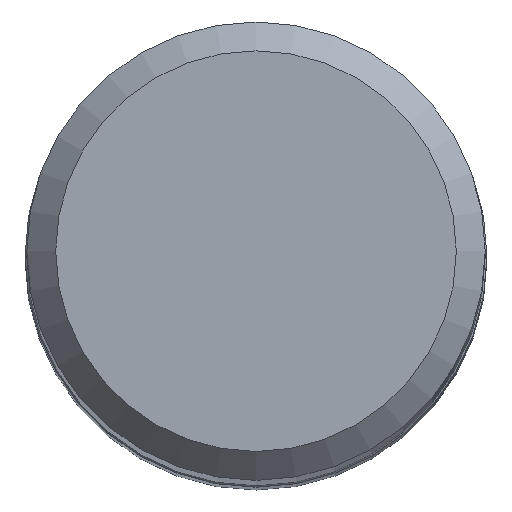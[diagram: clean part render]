
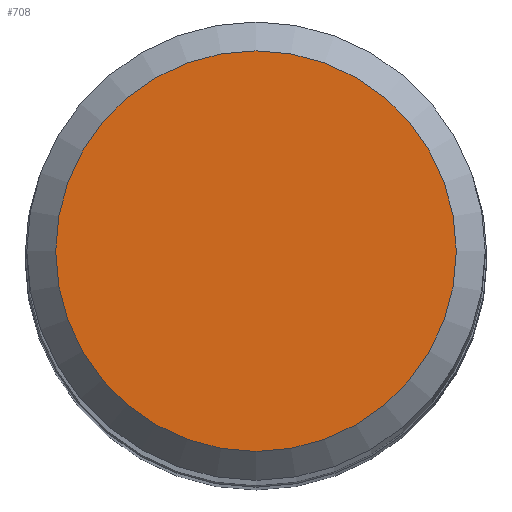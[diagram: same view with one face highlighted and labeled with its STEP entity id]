
A CAD part, top view. The second image highlights one B-rep face of the part: STEP entity #708.
In plain terms, the highlighted planar face has unit normal (0, 0, 1).
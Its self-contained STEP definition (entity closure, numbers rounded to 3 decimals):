
#512=PLANE('',#2298);
#574=FACE_OUTER_BOUND('',#907,.T.);
#708=ADVANCED_FACE('CU_1149_SU_3',(#574),#512,.F.);
#907=EDGE_LOOP('',(#1067));
#1067=ORIENTED_EDGE('',*,*,#1893,.T.);
#1687=VERTEX_POINT('',#3201);
#1893=EDGE_CURVE('',#1687,#1687,#2204,.T.);
#2204=CIRCLE('',#2296,6.938);
#2296=AXIS2_PLACEMENT_3D('',#3200,#2555,#2556);
#2298=AXIS2_PLACEMENT_3D('',#3203,#2559,#2560);
#2555=DIRECTION('',(0.,0.,1.));
#2556=DIRECTION('',(1.,0.,0.));
#2559=DIRECTION('',(0.,0.,-1.));
#2560=DIRECTION('',(-1.,0.,0.));
#3200=CARTESIAN_POINT('',(0.,0.,0.));
#3201=CARTESIAN_POINT('',(6.938,0.,0.));
#3203=CARTESIAN_POINT('',(-6.938,0.,0.));
